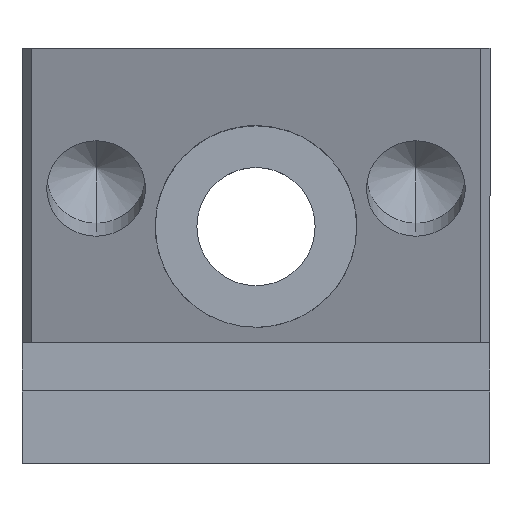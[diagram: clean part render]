
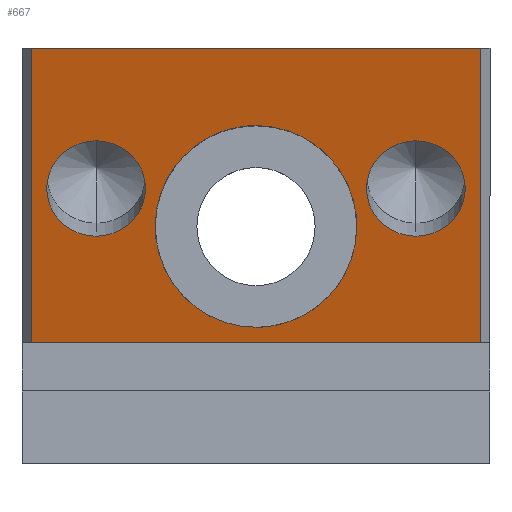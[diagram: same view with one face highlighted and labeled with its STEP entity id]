
A CAD part, top view. The second image highlights one B-rep face of the part: STEP entity #667.
In plain terms, the highlighted planar face has unit normal (0, -0.259, 0.966).
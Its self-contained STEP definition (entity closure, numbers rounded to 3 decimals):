
#1 = CARTESIAN_POINT ( 'NONE',  ( -22.475, -14.4, 6.442 ) ) ;
#11 = EDGE_CURVE ( 'NONE', #576, #776, #377, .T. ) ;
#31 = FACE_BOUND ( 'NONE', #681, .T. ) ;
#34 = CARTESIAN_POINT ( 'NONE',  ( -0.48, 0., 10.3 ) ) ;
#43 = ORIENTED_EDGE ( 'NONE', *, *, #674, .T. ) ;
#67 = CARTESIAN_POINT ( 'NONE',  ( -12.075, -14.4, 6.442 ) ) ;
#76 = CARTESIAN_POINT ( 'NONE',  ( -12.075, -4., 9.228 ) ) ;
#96 = DIRECTION ( 'NONE',  ( 0., -0.966, -0.259 ) ) ;
#123 = LINE ( 'NONE', #844, #141 ) ;
#139 = ORIENTED_EDGE ( 'NONE', *, *, #517, .T. ) ;
#141 = VECTOR ( 'NONE', #384, 1000. ) ;
#144 = EDGE_CURVE ( 'NONE', #610, #301, #182, .T. ) ;
#153 = VERTEX_POINT ( 'NONE', #34 ) ;
#160 = CARTESIAN_POINT ( 'NONE',  ( -23.67, 0., 10.3 ) ) ;
#176 = AXIS2_PLACEMENT_3D ( 'NONE', #598, #275, #344 ) ;
#180 = AXIS2_PLACEMENT_3D ( 'NONE', #280, #735, #417 ) ;
#182 = CIRCLE ( 'NONE', #180, 2.55 ) ;
#198 = ORIENTED_EDGE ( 'NONE', *, *, #652, .T. ) ;
#200 = AXIS2_PLACEMENT_3D ( 'NONE', #247, #435, #767 ) ;
#224 = DIRECTION ( 'NONE',  ( 0., -0.966, -0.259 ) ) ;
#228 = CARTESIAN_POINT ( 'NONE',  ( -3.825, -9.708, 7.699 ) ) ;
#247 = CARTESIAN_POINT ( 'NONE',  ( -3.825, -7.244, 8.359 ) ) ;
#257 = CARTESIAN_POINT ( 'NONE',  ( -0.48, -15.2, 6.227 ) ) ;
#262 = ORIENTED_EDGE ( 'NONE', *, *, #808, .T. ) ;
#275 = DIRECTION ( 'NONE',  ( 0., 0.259, -0.966 ) ) ;
#280 = CARTESIAN_POINT ( 'NONE',  ( -3.825, -7.244, 8.359 ) ) ;
#283 = VERTEX_POINT ( 'NONE', #697 ) ;
#286 = DIRECTION ( 'NONE',  ( 0., -0.259, 0.966 ) ) ;
#298 = FACE_OUTER_BOUND ( 'NONE', #369, .T. ) ;
#301 = VERTEX_POINT ( 'NONE', #228 ) ;
#310 = ORIENTED_EDGE ( 'NONE', *, *, #575, .T. ) ;
#318 = CARTESIAN_POINT ( 'NONE',  ( -12.075, -14.4, 6.442 ) ) ;
#327 =( BOUNDED_CURVE ( )  B_SPLINE_CURVE ( 3, ( #392, #717, #715, #318 ),
 .UNSPECIFIED., .F., .F. ) 
 B_SPLINE_CURVE_WITH_KNOTS ( ( 4, 4 ),
 ( 3.142, 6.283 ),
 .UNSPECIFIED. ) 
 CURVE ( )  GEOMETRIC_REPRESENTATION_ITEM ( )  RATIONAL_B_SPLINE_CURVE ( ( 1., 0.333, 0.333, 1. ) ) 
 REPRESENTATION_ITEM ( '' )  );
#331 = CARTESIAN_POINT ( 'NONE',  ( -12.075, -14.4, 6.442 ) ) ;
#339 = CARTESIAN_POINT ( 'NONE',  ( -20.325, -9.708, 7.699 ) ) ;
#344 = DIRECTION ( 'NONE',  ( 0., -0.966, -0.259 ) ) ;
#346 = CARTESIAN_POINT ( 'NONE',  ( -24.15, -15.2, 6.227 ) ) ;
#351 = VERTEX_POINT ( 'NONE', #257 ) ;
#369 = EDGE_LOOP ( 'NONE', ( #644, #43, #198, #139 ) ) ;
#377 = CIRCLE ( 'NONE', #718, 2.55 ) ;
#378 = VERTEX_POINT ( 'NONE', #570 ) ;
#381 = DIRECTION ( 'NONE',  ( 1., 0., 0. ) ) ;
#382 = DIRECTION ( 'NONE',  ( 0., 0.259, -0.966 ) ) ;
#384 = DIRECTION ( 'NONE',  ( 0., 0.966, 0.259 ) ) ;
#390 = VERTEX_POINT ( 'NONE', #67 ) ;
#392 = CARTESIAN_POINT ( 'NONE',  ( -12.075, -4., 9.228 ) ) ;
#394 = CARTESIAN_POINT ( 'NONE',  ( -22.475, -4., 9.228 ) ) ;
#410 = FACE_BOUND ( 'NONE', #774, .T. ) ;
#417 = DIRECTION ( 'NONE',  ( 0., -0.966, -0.259 ) ) ;
#435 = DIRECTION ( 'NONE',  ( 0., 0.259, -0.966 ) ) ;
#444 = ORIENTED_EDGE ( 'NONE', *, *, #477, .T. ) ;
#458 = EDGE_CURVE ( 'NONE', #390, #283, #507, .T. ) ;
#459 = VECTOR ( 'NONE', #381, 1000. ) ;
#462 = CARTESIAN_POINT ( 'NONE',  ( -24.15, 0., 10.3 ) ) ;
#465 = EDGE_CURVE ( 'NONE', #754, #153, #676, .T. ) ;
#477 = EDGE_CURVE ( 'NONE', #283, #390, #327, .T. ) ;
#480 = CARTESIAN_POINT ( 'NONE',  ( -20.325, -4.781, 9.019 ) ) ;
#492 = LINE ( 'NONE', #346, #757 ) ;
#507 =( BOUNDED_CURVE ( )  B_SPLINE_CURVE ( 3, ( #331, #1, #394, #76 ),
 .UNSPECIFIED., .F., .F. ) 
 B_SPLINE_CURVE_WITH_KNOTS ( ( 4, 4 ),
 ( 0., 3.142 ),
 .UNSPECIFIED. ) 
 CURVE ( )  GEOMETRIC_REPRESENTATION_ITEM ( )  RATIONAL_B_SPLINE_CURVE ( ( 1., 0.333, 0.333, 1. ) ) 
 REPRESENTATION_ITEM ( '' )  );
#517 = EDGE_CURVE ( 'NONE', #351, #153, #123, .T. ) ;
#531 = CARTESIAN_POINT ( 'NONE',  ( -3.825, -4.781, 9.019 ) ) ;
#534 = CARTESIAN_POINT ( 'NONE',  ( -23.67, 0., 10.3 ) ) ;
#548 = DIRECTION ( 'NONE',  ( 1., 0., 0. ) ) ;
#558 = LINE ( 'NONE', #534, #700 ) ;
#570 = CARTESIAN_POINT ( 'NONE',  ( -23.67, -15.2, 6.227 ) ) ;
#575 = EDGE_CURVE ( 'NONE', #776, #576, #838, .T. ) ;
#576 = VERTEX_POINT ( 'NONE', #339 ) ;
#594 = CIRCLE ( 'NONE', #200, 2.55 ) ;
#598 = CARTESIAN_POINT ( 'NONE',  ( -20.325, -7.244, 8.359 ) ) ;
#607 = PLANE ( 'NONE',  #632 ) ;
#610 = VERTEX_POINT ( 'NONE', #531 ) ;
#632 = AXIS2_PLACEMENT_3D ( 'NONE', #747, #286, #96 ) ;
#643 = ORIENTED_EDGE ( 'NONE', *, *, #458, .T. ) ;
#644 = ORIENTED_EDGE ( 'NONE', *, *, #465, .F. ) ;
#652 = EDGE_CURVE ( 'NONE', #378, #351, #492, .T. ) ;
#667 = ADVANCED_FACE ( 'NONE', ( #298, #410, #31, #801 ), #607, .T. ) ;
#674 = EDGE_CURVE ( 'NONE', #754, #378, #558, .T. ) ;
#676 = LINE ( 'NONE', #462, #459 ) ;
#681 = EDGE_LOOP ( 'NONE', ( #786, #310 ) ) ;
#690 = EDGE_LOOP ( 'NONE', ( #262, #759 ) ) ;
#697 = CARTESIAN_POINT ( 'NONE',  ( -12.075, -4., 9.228 ) ) ;
#700 = VECTOR ( 'NONE', #224, 1000. ) ;
#715 = CARTESIAN_POINT ( 'NONE',  ( -1.675, -14.4, 6.442 ) ) ;
#716 = CARTESIAN_POINT ( 'NONE',  ( -20.325, -7.244, 8.359 ) ) ;
#717 = CARTESIAN_POINT ( 'NONE',  ( -1.675, -4., 9.228 ) ) ;
#718 = AXIS2_PLACEMENT_3D ( 'NONE', #716, #382, #845 ) ;
#735 = DIRECTION ( 'NONE',  ( 0., 0.259, -0.966 ) ) ;
#747 = CARTESIAN_POINT ( 'NONE',  ( -24.15, 0., 10.3 ) ) ;
#754 = VERTEX_POINT ( 'NONE', #160 ) ;
#757 = VECTOR ( 'NONE', #548, 1000. ) ;
#759 = ORIENTED_EDGE ( 'NONE', *, *, #144, .T. ) ;
#767 = DIRECTION ( 'NONE',  ( 0., -0.966, -0.259 ) ) ;
#774 = EDGE_LOOP ( 'NONE', ( #444, #643 ) ) ;
#776 = VERTEX_POINT ( 'NONE', #480 ) ;
#786 = ORIENTED_EDGE ( 'NONE', *, *, #11, .T. ) ;
#801 = FACE_BOUND ( 'NONE', #690, .T. ) ;
#808 = EDGE_CURVE ( 'NONE', #301, #610, #594, .T. ) ;
#838 = CIRCLE ( 'NONE', #176, 2.55 ) ;
#844 = CARTESIAN_POINT ( 'NONE',  ( -0.48, 0., 10.3 ) ) ;
#845 = DIRECTION ( 'NONE',  ( 0., -0.966, -0.259 ) ) ;
